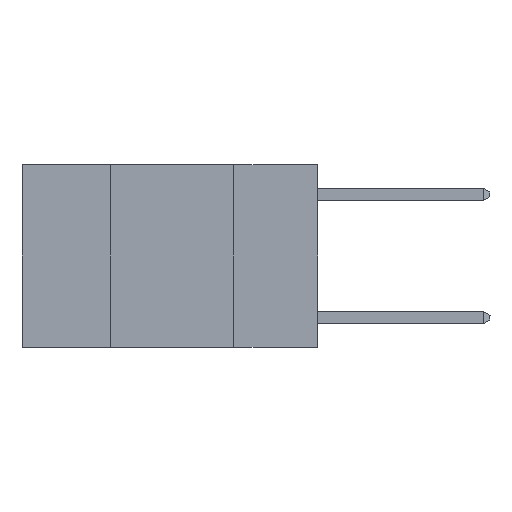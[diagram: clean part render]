
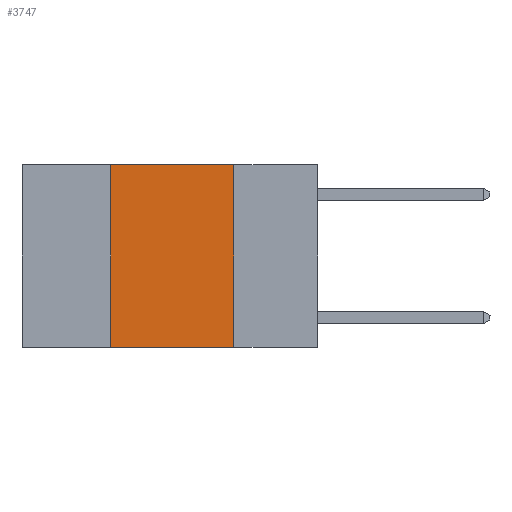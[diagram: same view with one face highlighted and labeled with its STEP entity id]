
A CAD part, left-side view. The second image highlights one B-rep face of the part: STEP entity #3747.
In plain terms, the highlighted planar face has unit normal (-1, 0, 0).
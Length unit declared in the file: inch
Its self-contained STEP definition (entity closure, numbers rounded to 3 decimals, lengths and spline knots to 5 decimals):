
#162 = LINE ( 'NONE', #4606, #6471 ) ;
#437 = VERTEX_POINT ( 'NONE', #8313 ) ;
#566 = DIRECTION ( 'NONE',  ( 0., 0., -1. ) ) ;
#1127 = CARTESIAN_POINT ( 'NONE',  ( 0., 0.42, 0. ) ) ;
#1450 = CARTESIAN_POINT ( 'NONE',  ( 0., 0.17, 0. ) ) ;
#1542 = LINE ( 'NONE', #1450, #5823 ) ;
#1820 = FACE_OUTER_BOUND ( 'NONE', #4692, .T. ) ;
#2187 = DIRECTION ( 'NONE',  ( 0., -1., 0. ) ) ;
#2264 = LINE ( 'NONE', #5252, #10953 ) ;
#2334 = DIRECTION ( 'NONE',  ( 0., 0., -1. ) ) ;
#2738 = ORIENTED_EDGE ( 'NONE', *, *, #10523, .F. ) ;
#2991 = VECTOR ( 'NONE', #4869, 39.37008 ) ;
#3049 = CARTESIAN_POINT ( 'NONE',  ( 0., 0.17, 0. ) ) ;
#3747 = ADVANCED_FACE ( 'NONE', ( #1820 ), #8216, .F. ) ;
#3802 = EDGE_CURVE ( 'NONE', #7863, #437, #1542, .T. ) ;
#3980 = AXIS2_PLACEMENT_3D ( 'NONE', #10706, #5665, #566 ) ;
#4606 = CARTESIAN_POINT ( 'NONE',  ( 0., 0.6, 0. ) ) ;
#4666 = VERTEX_POINT ( 'NONE', #1127 ) ;
#4692 = EDGE_LOOP ( 'NONE', ( #4715, #6985, #2738, #7261 ) ) ;
#4715 = ORIENTED_EDGE ( 'NONE', *, *, #3802, .F. ) ;
#4869 = DIRECTION ( 'NONE',  ( 0., 0., 1. ) ) ;
#5086 = VERTEX_POINT ( 'NONE', #8719 ) ;
#5205 = EDGE_CURVE ( 'NONE', #4666, #7863, #162, .T. ) ;
#5252 = CARTESIAN_POINT ( 'NONE',  ( 0., 0.6, -0.37 ) ) ;
#5665 = DIRECTION ( 'NONE',  ( 1., 0., 0. ) ) ;
#5823 = VECTOR ( 'NONE', #2334, 39.37008 ) ;
#6471 = VECTOR ( 'NONE', #2187, 39.37008 ) ;
#6985 = ORIENTED_EDGE ( 'NONE', *, *, #5205, .F. ) ;
#7261 = ORIENTED_EDGE ( 'NONE', *, *, #8756, .T. ) ;
#7787 = LINE ( 'NONE', #9091, #2991 ) ;
#7863 = VERTEX_POINT ( 'NONE', #3049 ) ;
#8216 = PLANE ( 'NONE',  #3980 ) ;
#8313 = CARTESIAN_POINT ( 'NONE',  ( 0., 0.17, -0.37 ) ) ;
#8719 = CARTESIAN_POINT ( 'NONE',  ( 0., 0.42, -0.37 ) ) ;
#8756 = EDGE_CURVE ( 'NONE', #5086, #437, #2264, .T. ) ;
#9091 = CARTESIAN_POINT ( 'NONE',  ( 0., 0.42, 0. ) ) ;
#10284 = DIRECTION ( 'NONE',  ( 0., -1., 0. ) ) ;
#10523 = EDGE_CURVE ( 'NONE', #5086, #4666, #7787, .T. ) ;
#10706 = CARTESIAN_POINT ( 'NONE',  ( 0., 0.6, 0. ) ) ;
#10953 = VECTOR ( 'NONE', #10284, 39.37008 ) ;
